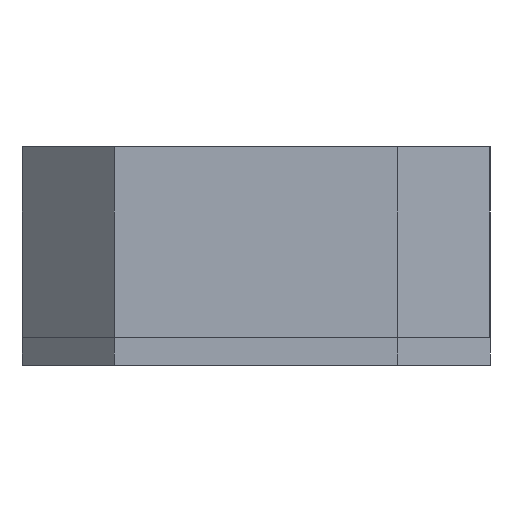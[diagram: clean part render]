
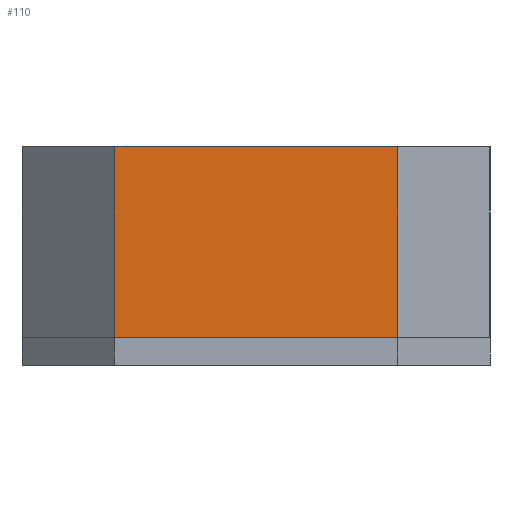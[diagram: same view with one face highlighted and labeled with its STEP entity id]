
A CAD part, left-side view. The second image highlights one B-rep face of the part: STEP entity #110.
In plain terms, the highlighted planar face has unit normal (-1, 0, 0).
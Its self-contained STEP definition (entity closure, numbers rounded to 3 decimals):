
#110 = ADVANCED_FACE ( 'NONE', ( #1453 ), #165, .F. ) ;
#165 = PLANE ( 'NONE',  #543 ) ;
#225 = EDGE_LOOP ( 'NONE', ( #1558, #677, #487, #610 ) ) ;
#487 = ORIENTED_EDGE ( 'NONE', *, *, #1858, .T. ) ;
#509 = DIRECTION ( 'NONE',  ( 1., 0., 0. ) ) ;
#532 = VECTOR ( 'NONE', #756, 1000. ) ;
#543 = AXIS2_PLACEMENT_3D ( 'NONE', #1452, #509, #1604 ) ;
#554 = DIRECTION ( 'NONE',  ( 0., 0., -1. ) ) ;
#571 = CARTESIAN_POINT ( 'NONE',  ( -104., -23., 0. ) ) ;
#573 = LINE ( 'NONE', #919, #532 ) ;
#610 = ORIENTED_EDGE ( 'NONE', *, *, #1892, .T. ) ;
#677 = ORIENTED_EDGE ( 'NONE', *, *, #1785, .F. ) ;
#717 = DIRECTION ( 'NONE',  ( 0., -1., 0. ) ) ;
#756 = DIRECTION ( 'NONE',  ( 0., 0., 1. ) ) ;
#919 = CARTESIAN_POINT ( 'NONE',  ( -104., -23., 31. ) ) ;
#944 = CARTESIAN_POINT ( 'NONE',  ( -104., 38., 31. ) ) ;
#1063 = LINE ( 'NONE', #1191, #1824 ) ;
#1191 = CARTESIAN_POINT ( 'NONE',  ( -104., 23., 31. ) ) ;
#1267 = DIRECTION ( 'NONE',  ( 0., -1., 0. ) ) ;
#1361 = VERTEX_POINT ( 'NONE', #1478 ) ;
#1383 = VERTEX_POINT ( 'NONE', #1775 ) ;
#1427 = LINE ( 'NONE', #1796, #1770 ) ;
#1452 = CARTESIAN_POINT ( 'NONE',  ( -104., -23., 31. ) ) ;
#1453 = FACE_OUTER_BOUND ( 'NONE', #225, .T. ) ;
#1478 = CARTESIAN_POINT ( 'NONE',  ( -104., 23., 31. ) ) ;
#1558 = ORIENTED_EDGE ( 'NONE', *, *, #1597, .T. ) ;
#1597 = EDGE_CURVE ( 'NONE', #1975, #1383, #573, .T. ) ;
#1604 = DIRECTION ( 'NONE',  ( 0., 0., -1. ) ) ;
#1770 = VECTOR ( 'NONE', #717, 1000. ) ;
#1775 = CARTESIAN_POINT ( 'NONE',  ( -104., -23., 31. ) ) ;
#1785 = EDGE_CURVE ( 'NONE', #1361, #1383, #1857, .T. ) ;
#1796 = CARTESIAN_POINT ( 'NONE',  ( -104., 38., 0. ) ) ;
#1807 = VERTEX_POINT ( 'NONE', #1868 ) ;
#1824 = VECTOR ( 'NONE', #554, 1000. ) ;
#1857 = LINE ( 'NONE', #944, #1998 ) ;
#1858 = EDGE_CURVE ( 'NONE', #1361, #1807, #1063, .T. ) ;
#1868 = CARTESIAN_POINT ( 'NONE',  ( -104., 23., 0. ) ) ;
#1892 = EDGE_CURVE ( 'NONE', #1807, #1975, #1427, .T. ) ;
#1975 = VERTEX_POINT ( 'NONE', #571 ) ;
#1998 = VECTOR ( 'NONE', #1267, 1000. ) ;
